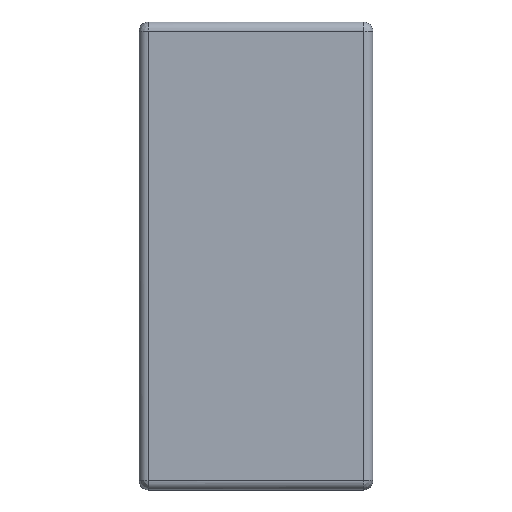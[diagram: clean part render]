
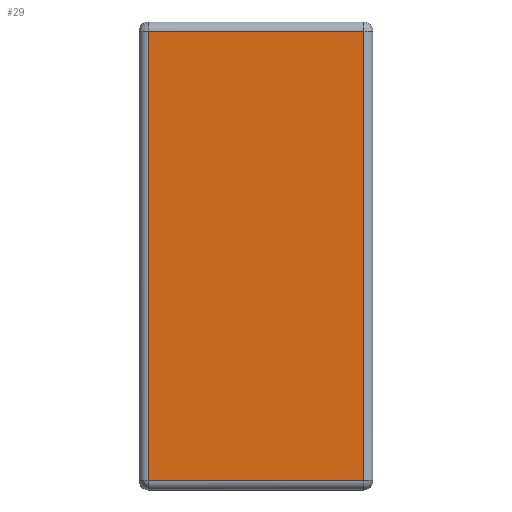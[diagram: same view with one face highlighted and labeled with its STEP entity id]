
A CAD part, top view. The second image highlights one B-rep face of the part: STEP entity #29.
In plain terms, the highlighted planar face has unit normal (0, 0, 1).
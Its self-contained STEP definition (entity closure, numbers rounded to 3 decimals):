
#29=ADVANCED_FACE('',(#47),#507,.T.);
#47=FACE_OUTER_BOUND('',#65,.T.);
#65=EDGE_LOOP('',(#98,#99,#100,#101));
#98=ORIENTED_EDGE('',*,*,#394,.T.);
#99=ORIENTED_EDGE('',*,*,#395,.T.);
#100=ORIENTED_EDGE('',*,*,#396,.T.);
#101=ORIENTED_EDGE('',*,*,#397,.T.);
#164=B_SPLINE_CURVE_WITH_KNOTS('',1,(#948,#949),.UNSPECIFIED.,.F.,.F.,(2,
2),(0.02,0.98),.UNSPECIFIED.);
#168=B_SPLINE_CURVE_WITH_KNOTS('',1,(#956,#957),.UNSPECIFIED.,.F.,.F.,(2,
2),(-0.44,0.02),.UNSPECIFIED.);
#176=B_SPLINE_CURVE_WITH_KNOTS('',1,(#972,#973),.UNSPECIFIED.,.F.,.F.,(2,
2),(-1.4,-0.44),.UNSPECIFIED.);
#188=B_SPLINE_CURVE_WITH_KNOTS('',1,(#996,#997),.UNSPECIFIED.,.F.,.F.,(2,
2),(-1.86,-1.4),.UNSPECIFIED.);
#214=PCURVE('',#507,#286);
#215=PCURVE('',#507,#287);
#216=PCURVE('',#507,#288);
#217=PCURVE('',#507,#289);
#236=PCURVE('',#494,#308);
#240=PCURVE('',#495,#312);
#248=PCURVE('',#497,#320);
#260=PCURVE('',#500,#332);
#286=DEFINITIONAL_REPRESENTATION('',(#439),#1009);
#287=DEFINITIONAL_REPRESENTATION('',(#441),#1009);
#288=DEFINITIONAL_REPRESENTATION('',(#443),#1009);
#289=DEFINITIONAL_REPRESENTATION('',(#445),#1009);
#308=DEFINITIONAL_REPRESENTATION('',(#164),#1009);
#312=DEFINITIONAL_REPRESENTATION('',(#168),#1009);
#320=DEFINITIONAL_REPRESENTATION('',(#176),#1009);
#332=DEFINITIONAL_REPRESENTATION('',(#188),#1009);
#358=SURFACE_CURVE('',#438,(#214,#260),.PCURVE_S1.);
#359=SURFACE_CURVE('',#440,(#215,#248),.PCURVE_S1.);
#360=SURFACE_CURVE('',#442,(#216,#240),.PCURVE_S1.);
#361=SURFACE_CURVE('',#444,(#217,#236),.PCURVE_S1.);
#394=EDGE_CURVE('',#485,#482,#358,.T.);
#395=EDGE_CURVE('',#482,#479,#359,.T.);
#396=EDGE_CURVE('',#479,#476,#360,.T.);
#397=EDGE_CURVE('',#476,#485,#361,.T.);
#438=(
BOUNDED_CURVE()
B_SPLINE_CURVE(1,(#872,#873),.UNSPECIFIED.,.F.,.F.)
B_SPLINE_CURVE_WITH_KNOTS((2,2),(-1.86,-1.4),.UNSPECIFIED.)
CURVE()
GEOMETRIC_REPRESENTATION_ITEM()
RATIONAL_B_SPLINE_CURVE((1.,1.))
REPRESENTATION_ITEM('')
);
#439=(
BOUNDED_CURVE()
B_SPLINE_CURVE(1,(#874,#875),.UNSPECIFIED.,.F.,.F.)
B_SPLINE_CURVE_WITH_KNOTS((2,2),(-1.86,-1.4),.UNSPECIFIED.)
CURVE()
GEOMETRIC_REPRESENTATION_ITEM()
RATIONAL_B_SPLINE_CURVE((1.,1.))
REPRESENTATION_ITEM('')
);
#440=(
BOUNDED_CURVE()
B_SPLINE_CURVE(1,(#876,#877),.UNSPECIFIED.,.F.,.F.)
B_SPLINE_CURVE_WITH_KNOTS((2,2),(-1.4,-0.44),.UNSPECIFIED.)
CURVE()
GEOMETRIC_REPRESENTATION_ITEM()
RATIONAL_B_SPLINE_CURVE((1.,1.))
REPRESENTATION_ITEM('')
);
#441=(
BOUNDED_CURVE()
B_SPLINE_CURVE(1,(#878,#879),.UNSPECIFIED.,.F.,.F.)
B_SPLINE_CURVE_WITH_KNOTS((2,2),(-1.4,-0.44),.UNSPECIFIED.)
CURVE()
GEOMETRIC_REPRESENTATION_ITEM()
RATIONAL_B_SPLINE_CURVE((1.,1.))
REPRESENTATION_ITEM('')
);
#442=(
BOUNDED_CURVE()
B_SPLINE_CURVE(1,(#880,#881),.UNSPECIFIED.,.F.,.F.)
B_SPLINE_CURVE_WITH_KNOTS((2,2),(-0.44,0.02),.UNSPECIFIED.)
CURVE()
GEOMETRIC_REPRESENTATION_ITEM()
RATIONAL_B_SPLINE_CURVE((1.,1.))
REPRESENTATION_ITEM('')
);
#443=(
BOUNDED_CURVE()
B_SPLINE_CURVE(1,(#882,#883),.UNSPECIFIED.,.F.,.F.)
B_SPLINE_CURVE_WITH_KNOTS((2,2),(-0.44,0.02),.UNSPECIFIED.)
CURVE()
GEOMETRIC_REPRESENTATION_ITEM()
RATIONAL_B_SPLINE_CURVE((1.,1.))
REPRESENTATION_ITEM('')
);
#444=(
BOUNDED_CURVE()
B_SPLINE_CURVE(1,(#884,#885),.UNSPECIFIED.,.F.,.F.)
B_SPLINE_CURVE_WITH_KNOTS((2,2),(0.02,0.98),.UNSPECIFIED.)
CURVE()
GEOMETRIC_REPRESENTATION_ITEM()
RATIONAL_B_SPLINE_CURVE((1.,1.))
REPRESENTATION_ITEM('')
);
#445=(
BOUNDED_CURVE()
B_SPLINE_CURVE(1,(#886,#887),.UNSPECIFIED.,.F.,.F.)
B_SPLINE_CURVE_WITH_KNOTS((2,2),(0.02,0.98),.UNSPECIFIED.)
CURVE()
GEOMETRIC_REPRESENTATION_ITEM()
RATIONAL_B_SPLINE_CURVE((1.,1.))
REPRESENTATION_ITEM('')
);
#476=VERTEX_POINT('',#750);
#479=VERTEX_POINT('',#753);
#482=VERTEX_POINT('',#756);
#485=VERTEX_POINT('',#759);
#494=(
BOUNDED_SURFACE()
B_SPLINE_SURFACE(1,2,((#700,#701,#702),(#703,#704,#705)),.UNSPECIFIED.,.F.,
 .F.,.F.)
B_SPLINE_SURFACE_WITH_KNOTS((2,2),(3,3),(-0.4,1.4),(0.,0.031),
 .UNSPECIFIED.)
GEOMETRIC_REPRESENTATION_ITEM()
RATIONAL_B_SPLINE_SURFACE(((1.,0.707,1.),(1.,0.707,
1.)))
REPRESENTATION_ITEM('')
SURFACE()
);
#495=(
BOUNDED_SURFACE()
B_SPLINE_SURFACE(1,2,((#706,#707,#708),(#709,#710,#711)),.UNSPECIFIED.,.F.,
 .F.,.F.)
B_SPLINE_SURFACE_WITH_KNOTS((2,2),(3,3),(-0.4,0.9),(0.,0.031),
 .UNSPECIFIED.)
GEOMETRIC_REPRESENTATION_ITEM()
RATIONAL_B_SPLINE_SURFACE(((1.,0.707,1.),(1.,0.707,
1.)))
REPRESENTATION_ITEM('')
SURFACE()
);
#497=(
BOUNDED_SURFACE()
B_SPLINE_SURFACE(1,2,((#718,#719,#720),(#721,#722,#723)),.UNSPECIFIED.,.F.,
 .F.,.F.)
B_SPLINE_SURFACE_WITH_KNOTS((2,2),(3,3),(-0.4,1.4),(0.,0.031),
 .UNSPECIFIED.)
GEOMETRIC_REPRESENTATION_ITEM()
RATIONAL_B_SPLINE_SURFACE(((1.,0.707,1.),(1.,0.707,
1.)))
REPRESENTATION_ITEM('')
SURFACE()
);
#500=(
BOUNDED_SURFACE()
B_SPLINE_SURFACE(1,2,((#736,#737,#738),(#739,#740,#741)),.UNSPECIFIED.,.F.,
 .F.,.F.)
B_SPLINE_SURFACE_WITH_KNOTS((2,2),(3,3),(-0.4,0.9),(0.,0.031),
 .UNSPECIFIED.)
GEOMETRIC_REPRESENTATION_ITEM()
RATIONAL_B_SPLINE_SURFACE(((1.,0.707,1.),(1.,0.707,
1.)))
REPRESENTATION_ITEM('')
SURFACE()
);
#507=PLANE('',#533);
#533=AXIS2_PLACEMENT_3D('',#695,#542,$);
#542=DIRECTION('',(0.,0.,1.));
#695=CARTESIAN_POINT('',(-0.24,0.49,0.345));
#700=CARTESIAN_POINT('',(-0.25,0.9,0.325));
#701=CARTESIAN_POINT('',(-0.25,0.9,0.345));
#702=CARTESIAN_POINT('',(-0.23,0.9,0.345));
#703=CARTESIAN_POINT('',(-0.25,-0.9,0.325));
#704=CARTESIAN_POINT('',(-0.25,-0.9,0.345));
#705=CARTESIAN_POINT('',(-0.23,-0.9,0.345));
#706=CARTESIAN_POINT('',(0.65,0.5,0.325));
#707=CARTESIAN_POINT('',(0.65,0.5,0.345));
#708=CARTESIAN_POINT('',(0.65,0.48,0.345));
#709=CARTESIAN_POINT('',(-0.65,0.5,0.325));
#710=CARTESIAN_POINT('',(-0.65,0.5,0.345));
#711=CARTESIAN_POINT('',(-0.65,0.48,0.345));
#718=CARTESIAN_POINT('',(0.25,-0.9,0.325));
#719=CARTESIAN_POINT('',(0.25,-0.9,0.345));
#720=CARTESIAN_POINT('',(0.23,-0.9,0.345));
#721=CARTESIAN_POINT('',(0.25,0.9,0.325));
#722=CARTESIAN_POINT('',(0.25,0.9,0.345));
#723=CARTESIAN_POINT('',(0.23,0.9,0.345));
#736=CARTESIAN_POINT('',(-0.65,-0.5,0.325));
#737=CARTESIAN_POINT('',(-0.65,-0.5,0.345));
#738=CARTESIAN_POINT('',(-0.65,-0.48,0.345));
#739=CARTESIAN_POINT('',(0.65,-0.5,0.325));
#740=CARTESIAN_POINT('',(0.65,-0.5,0.345));
#741=CARTESIAN_POINT('',(0.65,-0.48,0.345));
#750=CARTESIAN_POINT('',(-0.23,0.48,0.345));
#753=CARTESIAN_POINT('',(0.23,0.48,0.345));
#756=CARTESIAN_POINT('',(0.23,-0.48,0.345));
#759=CARTESIAN_POINT('',(-0.23,-0.48,0.345));
#872=CARTESIAN_POINT('',(-0.23,-0.48,0.345));
#873=CARTESIAN_POINT('',(0.23,-0.48,0.345));
#874=CARTESIAN_POINT('',(0.,0.));
#875=CARTESIAN_POINT('',(0.,0.46));
#876=CARTESIAN_POINT('',(0.23,-0.48,0.345));
#877=CARTESIAN_POINT('',(0.23,0.48,0.345));
#878=CARTESIAN_POINT('',(0.,0.46));
#879=CARTESIAN_POINT('',(-0.96,0.46));
#880=CARTESIAN_POINT('',(0.23,0.48,0.345));
#881=CARTESIAN_POINT('',(-0.23,0.48,0.345));
#882=CARTESIAN_POINT('',(-0.96,0.46));
#883=CARTESIAN_POINT('',(-0.96,0.));
#884=CARTESIAN_POINT('',(-0.23,0.48,0.345));
#885=CARTESIAN_POINT('',(-0.23,-0.48,0.345));
#886=CARTESIAN_POINT('',(-0.96,0.));
#887=CARTESIAN_POINT('',(0.,0.));
#948=CARTESIAN_POINT('',(0.02,0.031));
#949=CARTESIAN_POINT('',(0.98,0.031));
#956=CARTESIAN_POINT('',(0.02,0.031));
#957=CARTESIAN_POINT('',(0.48,0.031));
#972=CARTESIAN_POINT('',(0.02,0.031));
#973=CARTESIAN_POINT('',(0.98,0.031));
#996=CARTESIAN_POINT('',(0.02,0.031));
#997=CARTESIAN_POINT('',(0.48,0.031));
#1009=(
GEOMETRIC_REPRESENTATION_CONTEXT(2)
PARAMETRIC_REPRESENTATION_CONTEXT()
REPRESENTATION_CONTEXT('pspace','')
);
